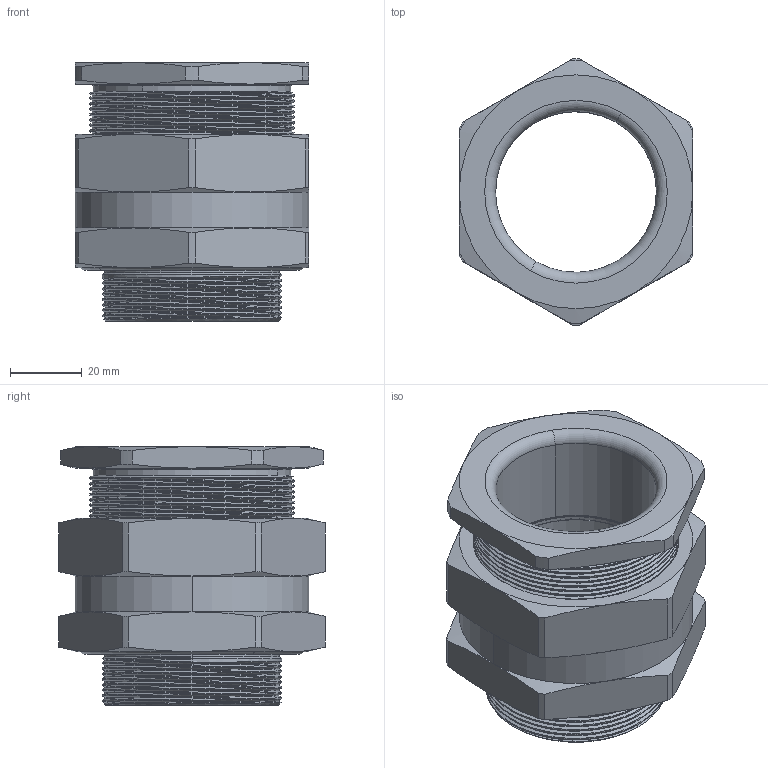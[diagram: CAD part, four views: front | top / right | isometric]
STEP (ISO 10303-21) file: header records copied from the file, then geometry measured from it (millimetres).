
FILE_DESCRIPTION (( 'STEP AP203' ), '1' );
FILE_NAME ('M50-I1-15mm D620.step', '2025-04-03T12:44:57', ( '' ), ( '' ), 'SwSTEP 2.0', 'SolidWorks 2022', '' );
FILE_SCHEMA (( 'CONFIG_CONTROL_DESIGN' ));
Length unit declared in the file: millimetre
Products named in the file (6): M50-I1-15mm D620; 750A109770; O-Ring for M50_Juks; 750A110628; 750A107276; 750A108459
Assembly tree (5 placements, depth 2):
  M50-I1-15mm D620
    750A108459
    750A110628
    750A107276
    750A109770
    O-Ring for M50_Juks
Bounding box: 65 x 74.05 x 72 mm (x, y, z)
Volume: 102677.2 mm3; surface area: 54741.9 mm2
Topology: 5 solids, 5 shells, 586 faces, 1552 edges, 1012 vertices
Faces by surface type: plane 208, cylinder 186, bspline 128, cone 54, torus 10
Entity records: 29728 total; most frequent: CARTESIAN_POINT 16326, ORIENTED_EDGE 3104, DIRECTION 2020, EDGE_CURVE 1552, VERTEX_POINT 1012, LINE 774, VECTOR 774, EDGE_LOOP 632
